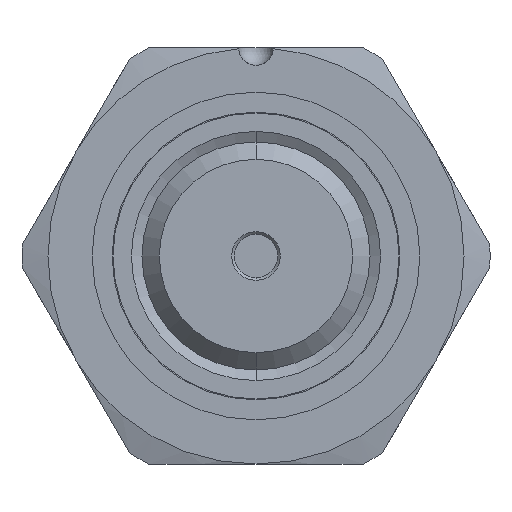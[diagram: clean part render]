
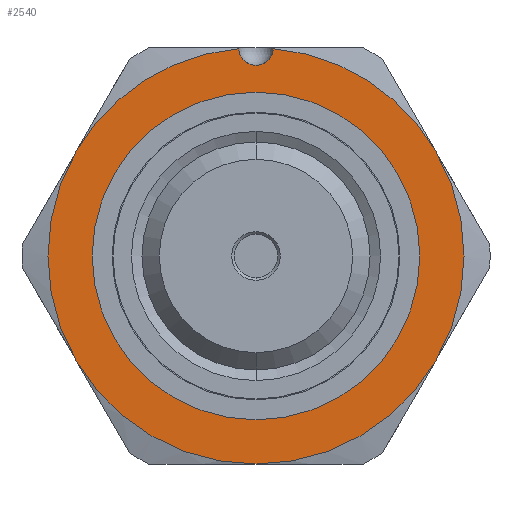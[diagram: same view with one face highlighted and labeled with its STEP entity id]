
A CAD part, front view. The second image highlights one B-rep face of the part: STEP entity #2540.
In plain terms, the highlighted planar face has unit normal (0, -1, 0).
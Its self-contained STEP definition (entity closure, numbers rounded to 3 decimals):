
#66 = AXIS2_PLACEMENT_3D ( 'NONE', #6815, #20904, #586 ) ;
#283 = VERTEX_POINT ( 'NONE', #8455 ) ;
#293 = DIRECTION ( 'NONE',  ( 0., 1., 0. ) ) ;
#310 = DIRECTION ( 'NONE',  ( 0., 1., 0. ) ) ;
#350 = CIRCLE ( 'NONE', #17087, 9.45 ) ;
#586 = DIRECTION ( 'NONE',  ( 0., 0., 1. ) ) ;
#701 = VERTEX_POINT ( 'NONE', #25358 ) ;
#760 = EDGE_CURVE ( 'NONE', #283, #7711, #12216, .T. ) ;
#806 = CIRCLE ( 'NONE', #7763, 12. ) ;
#958 = DIRECTION ( 'NONE',  ( 0., -1., 0. ) ) ;
#1585 = EDGE_CURVE ( 'NONE', #22220, #21244, #12002, .T. ) ;
#2004 = AXIS2_PLACEMENT_3D ( 'NONE', #7035, #19358, #15303 ) ;
#2257 = ORIENTED_EDGE ( 'NONE', *, *, #15117, .F. ) ;
#2540 = ADVANCED_FACE ( 'NONE', ( #11975, #16045 ), #10909, .F. ) ;
#2698 = CARTESIAN_POINT ( 'NONE',  ( -10.392, 14., -6. ) ) ;
#3598 = CARTESIAN_POINT ( 'NONE',  ( 0., 14., 9.45 ) ) ;
#4063 = CARTESIAN_POINT ( 'NONE',  ( 0., 14., 0. ) ) ;
#4795 = EDGE_LOOP ( 'NONE', ( #17183, #15624, #15013, #15485, #13545, #6514, #2257 ) ) ;
#4893 = VERTEX_POINT ( 'NONE', #16609 ) ;
#5911 = DIRECTION ( 'NONE',  ( 0., 1., 0. ) ) ;
#6408 = EDGE_CURVE ( 'NONE', #18241, #283, #806, .T. ) ;
#6435 = DIRECTION ( 'NONE',  ( 0., 0., 1. ) ) ;
#6514 = ORIENTED_EDGE ( 'NONE', *, *, #11448, .F. ) ;
#6815 = CARTESIAN_POINT ( 'NONE',  ( 0., 14., 0. ) ) ;
#6838 = AXIS2_PLACEMENT_3D ( 'NONE', #19165, #9278, #21183 ) ;
#7035 = CARTESIAN_POINT ( 'NONE',  ( 1.25, 14., 0. ) ) ;
#7153 = ORIENTED_EDGE ( 'NONE', *, *, #10359, .F. ) ;
#7205 = CIRCLE ( 'NONE', #12557, 12. ) ;
#7711 = VERTEX_POINT ( 'NONE', #2698 ) ;
#7763 = AXIS2_PLACEMENT_3D ( 'NONE', #24048, #310, #16386 ) ;
#8455 = CARTESIAN_POINT ( 'NONE',  ( 0., 14., -12. ) ) ;
#8961 = EDGE_CURVE ( 'NONE', #7711, #12187, #16102, .T. ) ;
#9121 = CARTESIAN_POINT ( 'NONE',  ( 0., 14., 0. ) ) ;
#9278 = DIRECTION ( 'NONE',  ( 0., 1., 0. ) ) ;
#10359 = EDGE_CURVE ( 'NONE', #21244, #22220, #350, .T. ) ;
#10653 = DIRECTION ( 'NONE',  ( 0., 0., 1. ) ) ;
#10909 = PLANE ( 'NONE',  #2004 ) ;
#11102 = DIRECTION ( 'NONE',  ( 0., 0., 1. ) ) ;
#11448 = EDGE_CURVE ( 'NONE', #13865, #18241, #7205, .T. ) ;
#11975 = FACE_OUTER_BOUND ( 'NONE', #4795, .T. ) ;
#12002 = CIRCLE ( 'NONE', #12747, 9.45 ) ;
#12187 = VERTEX_POINT ( 'NONE', #18454 ) ;
#12216 = CIRCLE ( 'NONE', #6838, 12. ) ;
#12351 = CARTESIAN_POINT ( 'NONE',  ( 0., 14., 12. ) ) ;
#12422 = CARTESIAN_POINT ( 'NONE',  ( 0., 14., 0. ) ) ;
#12557 = AXIS2_PLACEMENT_3D ( 'NONE', #23402, #19554, #11102 ) ;
#12747 = AXIS2_PLACEMENT_3D ( 'NONE', #18577, #14604, #6435 ) ;
#13486 = EDGE_LOOP ( 'NONE', ( #24855, #7153 ) ) ;
#13545 = ORIENTED_EDGE ( 'NONE', *, *, #6408, .F. ) ;
#13865 = VERTEX_POINT ( 'NONE', #21111 ) ;
#14604 = DIRECTION ( 'NONE',  ( 0., -1., 0. ) ) ;
#14612 = DIRECTION ( 'NONE',  ( 0., 0., 1. ) ) ;
#14622 = AXIS2_PLACEMENT_3D ( 'NONE', #12422, #16726, #10653 ) ;
#15013 = ORIENTED_EDGE ( 'NONE', *, *, #8961, .F. ) ;
#15117 = EDGE_CURVE ( 'NONE', #701, #13865, #18353, .T. ) ;
#15303 = DIRECTION ( 'NONE',  ( 0., 0., 1. ) ) ;
#15485 = ORIENTED_EDGE ( 'NONE', *, *, #760, .F. ) ;
#15624 = ORIENTED_EDGE ( 'NONE', *, *, #19913, .F. ) ;
#16045 = FACE_BOUND ( 'NONE', #13486, .T. ) ;
#16102 = CIRCLE ( 'NONE', #17742, 12. ) ;
#16386 = DIRECTION ( 'NONE',  ( 0., 0., 1. ) ) ;
#16609 = CARTESIAN_POINT ( 'NONE',  ( -0.999, 14., 11.958 ) ) ;
#16726 = DIRECTION ( 'NONE',  ( 0., 1., 0. ) ) ;
#16960 = DIRECTION ( 'NONE',  ( 0., 0., 1. ) ) ;
#17087 = AXIS2_PLACEMENT_3D ( 'NONE', #9121, #958, #16960 ) ;
#17183 = ORIENTED_EDGE ( 'NONE', *, *, #23235, .T. ) ;
#17368 = CIRCLE ( 'NONE', #66, 12. ) ;
#17630 = CARTESIAN_POINT ( 'NONE',  ( 0., 14., -9.45 ) ) ;
#17742 = AXIS2_PLACEMENT_3D ( 'NONE', #4063, #5911, #20339 ) ;
#18241 = VERTEX_POINT ( 'NONE', #22390 ) ;
#18353 = CIRCLE ( 'NONE', #14622, 12. ) ;
#18454 = CARTESIAN_POINT ( 'NONE',  ( -10.392, 14., 6. ) ) ;
#18577 = CARTESIAN_POINT ( 'NONE',  ( 0., 14., 0. ) ) ;
#19165 = CARTESIAN_POINT ( 'NONE',  ( 0., 14., 0. ) ) ;
#19358 = DIRECTION ( 'NONE',  ( 0., 1., 0. ) ) ;
#19554 = DIRECTION ( 'NONE',  ( 0., 1., 0. ) ) ;
#19913 = EDGE_CURVE ( 'NONE', #12187, #4893, #17368, .T. ) ;
#20339 = DIRECTION ( 'NONE',  ( 0., 0., 1. ) ) ;
#20904 = DIRECTION ( 'NONE',  ( 0., 1., 0. ) ) ;
#21025 = AXIS2_PLACEMENT_3D ( 'NONE', #12351, #293, #14612 ) ;
#21111 = CARTESIAN_POINT ( 'NONE',  ( 10.392, 14., 6. ) ) ;
#21183 = DIRECTION ( 'NONE',  ( 0., 0., 1. ) ) ;
#21244 = VERTEX_POINT ( 'NONE', #17630 ) ;
#22220 = VERTEX_POINT ( 'NONE', #3598 ) ;
#22390 = CARTESIAN_POINT ( 'NONE',  ( 10.392, 14., -6. ) ) ;
#23235 = EDGE_CURVE ( 'NONE', #701, #4893, #24705, .T. ) ;
#23402 = CARTESIAN_POINT ( 'NONE',  ( 0., 14., 0. ) ) ;
#24048 = CARTESIAN_POINT ( 'NONE',  ( 0., 14., 0. ) ) ;
#24705 = CIRCLE ( 'NONE', #21025, 1. ) ;
#24855 = ORIENTED_EDGE ( 'NONE', *, *, #1585, .F. ) ;
#25358 = CARTESIAN_POINT ( 'NONE',  ( 0.999, 14., 11.958 ) ) ;
